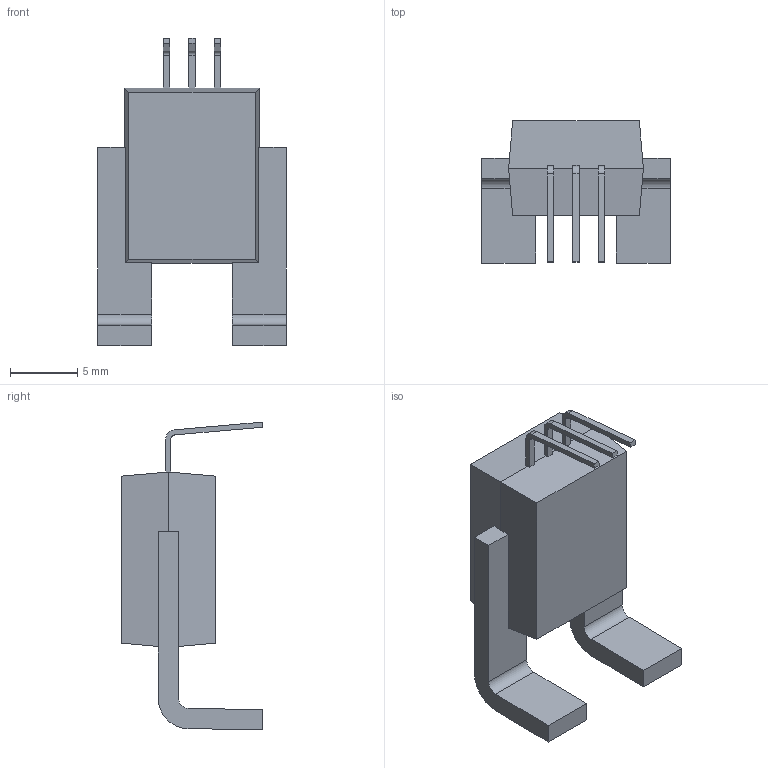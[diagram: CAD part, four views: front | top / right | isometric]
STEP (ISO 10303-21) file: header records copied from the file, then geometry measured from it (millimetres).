
FILE_DESCRIPTION (( 'STEP AP214' ), '1' );
FILE_NAME ('DCEA1742-F4C7-44B0-9DF7-096D2A25EFAD.STEP', '2009-03-21T23:20:03', ( 'SysAdmin' ), ( 'SolidWorks' ), 'SwSTEP 2.0', 'SolidWorks 2009', '' );
FILE_SCHEMA (( 'AUTOMOTIVE_DESIGN' ));
Length unit declared in the file: millimetre
Products named in the file (1): DCEA1742-F4C7-44B0-9DF7-096D2A25EFAD
Bounding box: 14 x 10.51 x 22.82 mm (x, y, z)
Volume: 1059.3 mm3; surface area: 939.4 mm2
Topology: 4 solids, 4 shells, 60 faces, 154 edges, 102 vertices
Faces by surface type: plane 50, cylinder 10
Entity records: 2479 total; most frequent: CARTESIAN_POINT 317, ORIENTED_EDGE 308, DIRECTION 296, EDGE_CURVE 154, VECTOR 134, LINE 134, VERTEX_POINT 102, AXIS2_PLACEMENT_3D 81
